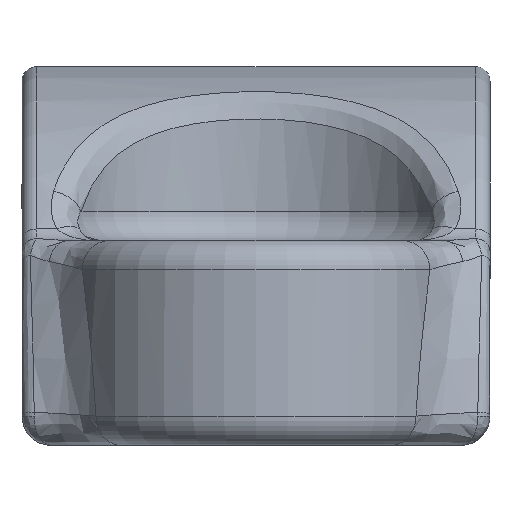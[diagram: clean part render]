
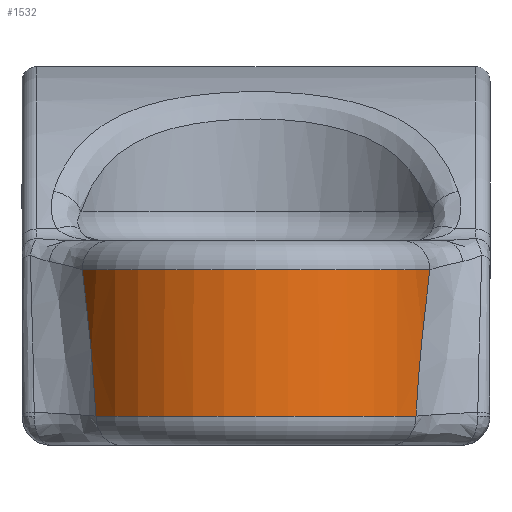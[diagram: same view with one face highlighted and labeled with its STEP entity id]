
A CAD part, left-side view. The second image highlights one B-rep face of the part: STEP entity #1532.
In plain terms, the highlighted cylindrical face has radius 3.2 mm (diameter 6.4 mm), a partial arc.
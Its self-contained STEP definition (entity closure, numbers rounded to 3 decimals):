
#196=B_SPLINE_CURVE_WITH_KNOTS('',3,(#4057,#4058,#4059,#4060),
 .UNSPECIFIED.,.F.,.F.,(4,4),(0.201,0.464),
 .UNSPECIFIED.);
#197=B_SPLINE_CURVE_WITH_KNOTS('',3,(#4084,#4085,#4086,#4087),
 .UNSPECIFIED.,.F.,.F.,(4,4),(2.684,2.947),
 .UNSPECIFIED.);
#217=CYLINDRICAL_SURFACE('',#1684,3.2);
#317=FACE_OUTER_BOUND('',#419,.T.);
#419=EDGE_LOOP('',(#1425,#1426,#1427,#1428));
#573=CIRCLE('',#1652,3.2);
#589=CIRCLE('',#1677,3.2);
#713=VERTEX_POINT('',#3461);
#714=VERTEX_POINT('',#3468);
#723=VERTEX_POINT('',#3928);
#724=VERTEX_POINT('',#3930);
#920=EDGE_CURVE('',#713,#714,#573,.T.);
#950=EDGE_CURVE('',#723,#724,#589,.T.);
#959=EDGE_CURVE('',#714,#723,#196,.T.);
#960=EDGE_CURVE('',#724,#713,#197,.T.);
#1425=ORIENTED_EDGE('',*,*,#920,.F.);
#1426=ORIENTED_EDGE('',*,*,#960,.F.);
#1427=ORIENTED_EDGE('',*,*,#950,.F.);
#1428=ORIENTED_EDGE('',*,*,#959,.F.);
#1532=ADVANCED_FACE('',(#317),#217,.T.);
#1652=AXIS2_PLACEMENT_3D('',#3470,#1938,#1939);
#1677=AXIS2_PLACEMENT_3D('',#3931,#1988,#1989);
#1684=AXIS2_PLACEMENT_3D('',#4088,#2002,#2003);
#1938=DIRECTION('center_axis',(0.,-1.,0.));
#1939=DIRECTION('ref_axis',(-1.,0.,0.));
#1988=DIRECTION('center_axis',(0.,1.,0.));
#1989=DIRECTION('ref_axis',(-1.,0.,0.));
#2002=DIRECTION('center_axis',(0.,1.,0.));
#2003=DIRECTION('ref_axis',(-1.,0.,0.));
#3461=CARTESIAN_POINT('',(-3.662,8.,-6.265));
#3468=CARTESIAN_POINT('',(-3.662,8.,-11.735));
#3470=CARTESIAN_POINT('Origin',(-2.,8.,-9.));
#3928=CARTESIAN_POINT('',(-3.189,10.5,-11.971));
#3930=CARTESIAN_POINT('',(-3.189,10.5,-6.029));
#3931=CARTESIAN_POINT('Origin',(-2.,10.5,-9.));
#4057=CARTESIAN_POINT('Ctrl Pts',(-3.662,8.,-11.735));
#4058=CARTESIAN_POINT('Ctrl Pts',(-3.592,8.868,-11.777));
#4059=CARTESIAN_POINT('Ctrl Pts',(-3.431,9.711,-11.875));
#4060=CARTESIAN_POINT('Ctrl Pts',(-3.189,10.5,-11.972));
#4084=CARTESIAN_POINT('Ctrl Pts',(-3.189,10.5,-6.028));
#4085=CARTESIAN_POINT('Ctrl Pts',(-3.431,9.711,-6.125));
#4086=CARTESIAN_POINT('Ctrl Pts',(-3.592,8.868,-6.223));
#4087=CARTESIAN_POINT('Ctrl Pts',(-3.662,8.,-6.265));
#4088=CARTESIAN_POINT('Origin',(-2.,3.,-9.));
